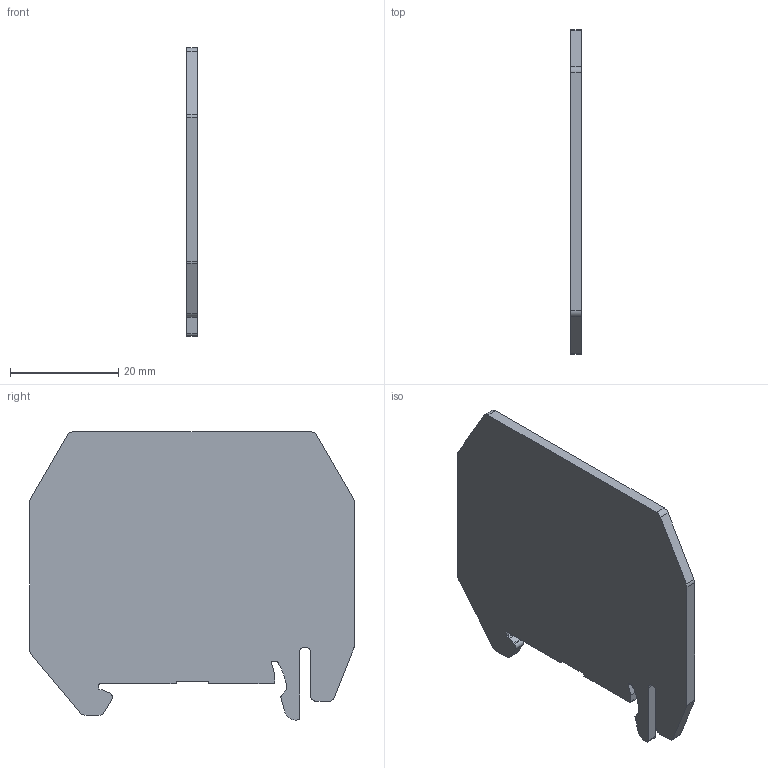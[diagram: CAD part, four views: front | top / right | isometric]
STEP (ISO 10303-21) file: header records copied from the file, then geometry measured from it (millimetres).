
FILE_DESCRIPTION (( 'STEP AP214' ), '1' );
FILE_NAME ('AF-CT30-00-K07-002-SP ARMAFIX Ðàçäåëèòåëü PPCY2.5_10BU IEK.STEP', '2024-10-30T10:19:34', ( '' ), ( '' ), 'SwSTEP 2.0', 'SolidWorks 2022', '' );
FILE_SCHEMA (( 'AUTOMOTIVE_DESIGN' ));
Length unit declared in the file: millimetre
Products named in the file (1): AF-CT30-00-K07-002-SP ARMAFIX Разделитель PPCY2.5_10BU IEK
Bounding box: 2 x 60 x 53.25 mm (x, y, z)
Volume: 5458.5 mm3; surface area: 5952 mm2
Topology: 1 solids, 1 shells, 57 faces, 165 edges, 110 vertices
Faces by surface type: plane 32, cylinder 25
Entity records: 1923 total; most frequent: CARTESIAN_POINT 333, DIRECTION 331, ORIENTED_EDGE 330, EDGE_CURVE 165, LINE 115, VECTOR 115, VERTEX_POINT 110, AXIS2_PLACEMENT_3D 108
